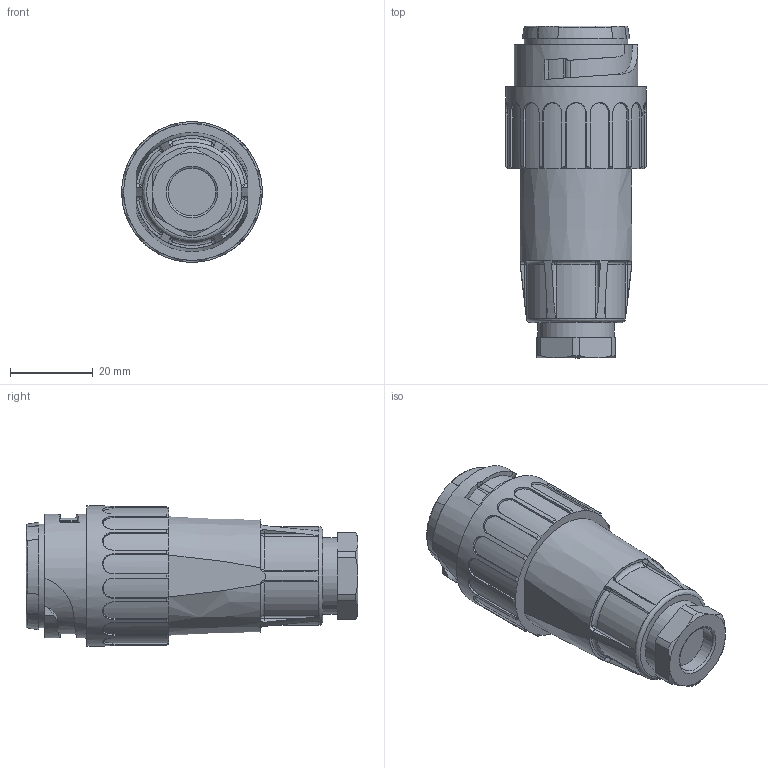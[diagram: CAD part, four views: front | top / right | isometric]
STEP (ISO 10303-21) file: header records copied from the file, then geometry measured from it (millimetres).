
FILE_DESCRIPTION(/* description */ (''),/* implementation_level */ '2;1');
FILE_NAME(/* name */ 'c016 10h014 002 1nxc001-01.stp',/* time_stamp */ '2021-11-22T11:40:10+01:00',/* author */ (''),/* organization */ (''),/* preprocessor_version */ 'ST-DEVELOPER v16.7',/* originating_system */ 'SIEMENS PLM Software NX 12.0',/* authorisation */ '');
FILE_SCHEMA (('AUTOMOTIVE_DESIGN { 1 0 10303 214 3 1 1 1 }'));
Length unit declared in the file: millimetre
Products named in the file (10): n 16 109 0002 1nxm001-01; n 16 109 0001 1nxm001-04; n 06 109 0002 1nxm001-01; c016 g22 041 e1nxm001-04; c016 e04 041 e1nxm001-11; org 21_0x1_5nxm001-01; c016 g10 041 e1nxm001-08; c016 g12 041 e1nxm001-12; c016 10h014 002 1nxm001-01; c016 10h014 002 1nxc001-01
Assembly tree (9 placements, depth 3):
  c016 10h014 002 1nxc001-01
    c016 10h014 002 1nxm001-01
      c016 g12 041 e1nxm001-12
      c016 g10 041 e1nxm001-08
      org 21_0x1_5nxm001-01
      c016 e04 041 e1nxm001-11
      c016 g22 041 e1nxm001-04
      n 06 109 0002 1nxm001-01
      n 16 109 0001 1nxm001-04
      n 16 109 0002 1nxm001-01
Bounding box: 34 x 80.28 x 34 mm (x, y, z)
Volume: 43024.2 mm3; surface area: 10668.8 mm2
Topology: 1 solids, 1 shells, 343 faces, 899 edges, 569 vertices
Faces by surface type: plane 171, cylinder 97, cone 50, bspline 22, extrusion 3
Full cylindrical faces by diameter (mm): 11.5 x1, 18.6 x1, 22.1 x1, 25 x1, 30 x1, 34 x1
Entity records: 15008 total; most frequent: CARTESIAN_POINT 4652, ORIENTED_EDGE 1742, DIRECTION 1522, EDGE_CURVE 871, VERTEX_POINT 563, AXIS2_PLACEMENT_3D 558, VECTOR 406, LINE 403
